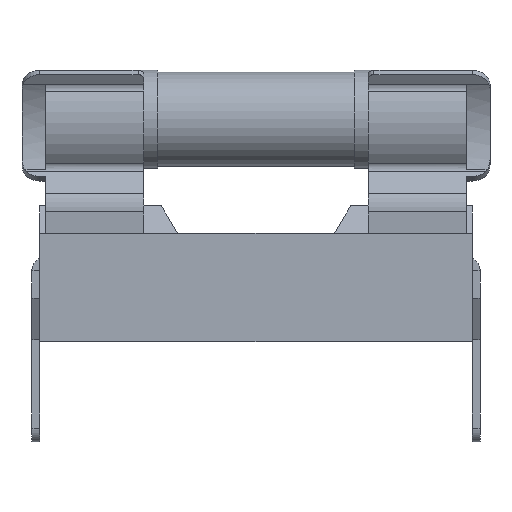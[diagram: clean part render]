
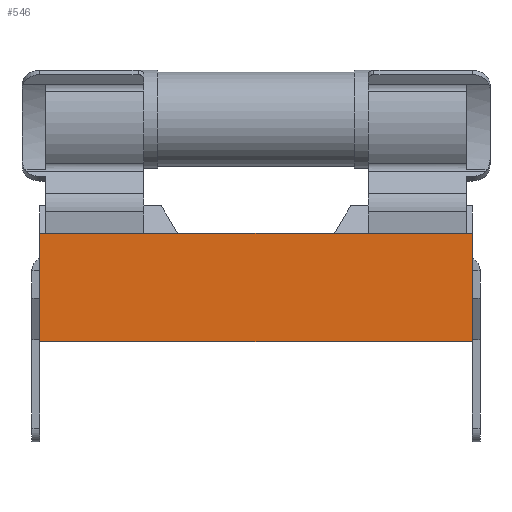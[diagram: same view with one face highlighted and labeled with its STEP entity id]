
A CAD part, front view. The second image highlights one B-rep face of the part: STEP entity #546.
In plain terms, the highlighted planar face has unit normal (0, -1, 0).
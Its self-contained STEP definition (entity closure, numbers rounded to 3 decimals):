
#546=ADVANCED_FACE('',(#3340),#3342,.T.);
#3340=FACE_BOUND('',#3341,.T.);
#3341=EDGE_LOOP('',(#5601,#5602,#5603,#5604));
#3342=PLANE('',#3343);
#3343=AXIS2_PLACEMENT_3D('',#3344,#3345,#3346);
#3344=CARTESIAN_POINT('',(22.2,-4.5,0.));
#3345=DIRECTION('',(0.,-1.,0.));
#3346=DIRECTION('',(0.,0.,1.));
#5601=ORIENTED_EDGE('',*,*,#7087,.T.);
#5602=ORIENTED_EDGE('',*,*,#6998,.T.);
#5603=ORIENTED_EDGE('',*,*,#7083,.F.);
#5604=ORIENTED_EDGE('',*,*,#7012,.F.);
#6998=EDGE_CURVE('',#7793,#7791,#7794,.T.);
#7012=EDGE_CURVE('',#7813,#7815,#7816,.T.);
#7083=EDGE_CURVE('',#7815,#7791,#7937,.T.);
#7087=EDGE_CURVE('',#7813,#7793,#7943,.T.);
#7791=VERTEX_POINT('',#9113);
#7793=VERTEX_POINT('',#9117);
#7794=LINE('',#9118,#9119);
#7813=VERTEX_POINT('',#9163);
#7815=VERTEX_POINT('',#9167);
#7816=LINE('',#9168,#9169);
#7937=LINE('',#9432,#9433);
#7943=LINE('',#9446,#9447);
#9113=CARTESIAN_POINT('',(0.2,-4.5,5.5));
#9117=CARTESIAN_POINT('',(22.2,-4.5,5.5));
#9118=CARTESIAN_POINT('',(22.2,-4.5,5.5));
#9119=VECTOR('',#9120,1.);
#9120=DIRECTION('',(-1.,0.,0.));
#9163=CARTESIAN_POINT('',(22.2,-4.5,0.));
#9167=CARTESIAN_POINT('',(0.2,-4.5,0.));
#9168=CARTESIAN_POINT('',(22.2,-4.5,0.));
#9169=VECTOR('',#9170,1.);
#9170=DIRECTION('',(-1.,0.,0.));
#9432=CARTESIAN_POINT('',(0.2,-4.5,0.));
#9433=VECTOR('',#9434,1.);
#9434=DIRECTION('',(0.,0.,1.));
#9446=CARTESIAN_POINT('',(22.2,-4.5,0.));
#9447=VECTOR('',#9448,1.);
#9448=DIRECTION('',(0.,0.,1.));
